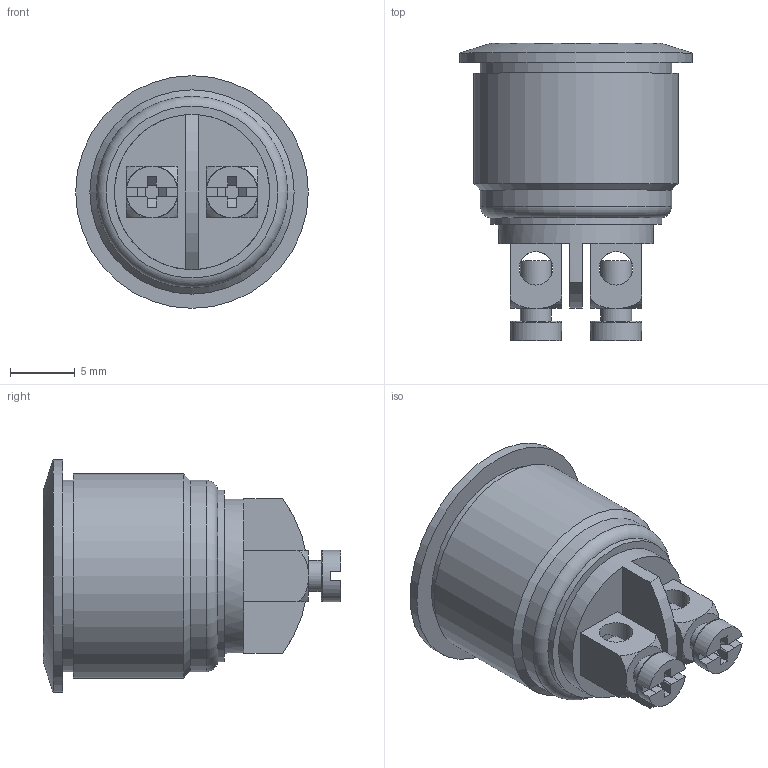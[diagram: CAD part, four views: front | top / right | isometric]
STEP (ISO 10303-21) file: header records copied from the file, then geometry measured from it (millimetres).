
FILE_DESCRIPTION((' '),'2;1');
FILE_NAME('PV2F640xx.stp','2017-08-03T14:18:22',(' '),(' '),' ','ACIS',' ');
FILE_SCHEMA(('CONFIG_CONTROL_DESIGN'));
Length unit declared in the file: inch
Products named in the file (1): PV2F640xx.stp
Bounding box: 18 x 23 x 18 mm (x, y, z)
Volume: 2113.1 mm3; surface area: 2237.1 mm2
Topology: 1 solids, 2 shells, 114 faces, 302 edges, 202 vertices
Faces by surface type: plane 73, cylinder 27, bspline 8, torus 4, cone 2
Full cylindrical faces by diameter (mm): 2.1 x2, 2.4 x4, 2.6 x2, 4 x2, 12 x3, 13.3 x1, 14.8 x2, 15.8 x1, 18 x1
Entity records: 4369 total; most frequent: CARTESIAN_POINT 1557, ORIENTED_EDGE 542, DIRECTION 530, EDGE_CURVE 271, VERTEX_POINT 195, AXIS2_PLACEMENT_3D 182, VECTOR 166, LINE 166
